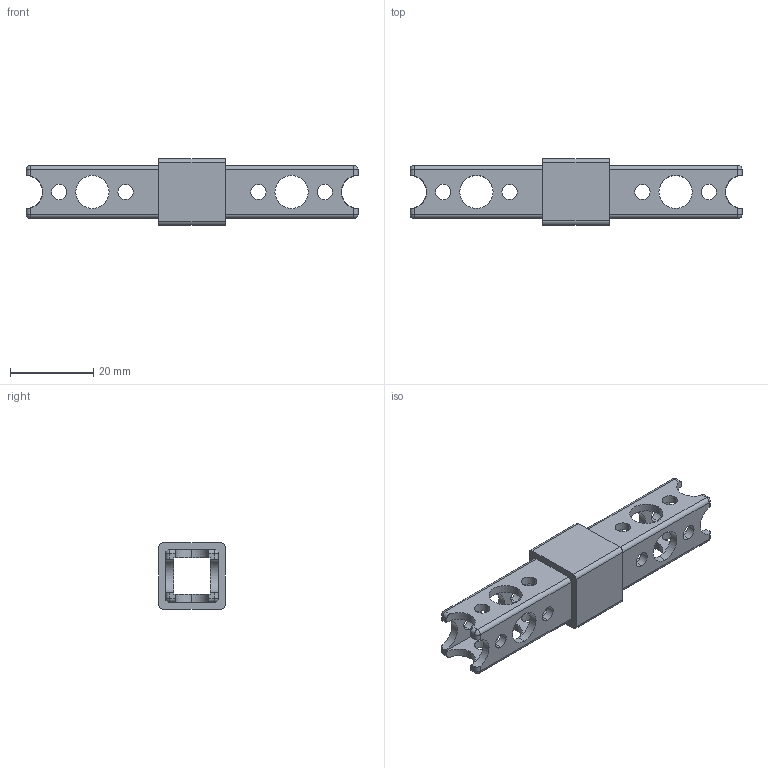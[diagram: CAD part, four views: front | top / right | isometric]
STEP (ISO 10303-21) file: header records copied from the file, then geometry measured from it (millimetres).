
FILE_DESCRIPTION (( 'STEP AP214' ), '1' );
FILE_NAME ('40215_TXP-Beam Straight Connector.STEP', '2017-03-28T20:15:48', ( '' ), ( '' ), 'SwSTEP 2.0', 'SolidWorks 2016', '' );
FILE_SCHEMA (( 'AUTOMOTIVE_DESIGN' ));
Length unit declared in the file: millimetre
Products named in the file (2): 40215_TXP-Beam Straight Connector
Bounding box: 80 x 16 x 16 mm (x, y, z)
Volume: 6749 mm3; surface area: 6585.4 mm2
Topology: 1 solids, 1 shells, 120 faces, 338 edges, 212 vertices
Faces by surface type: cylinder 86, plane 26, sphere 8
Entity records: 5439 total; most frequent: CARTESIAN_POINT 808, DIRECTION 714, ORIENTED_EDGE 660, EDGE_CURVE 330, AXIS2_PLACEMENT_3D 278, VERTEX_POINT 212, EDGE_LOOP 170, VECTOR 158
